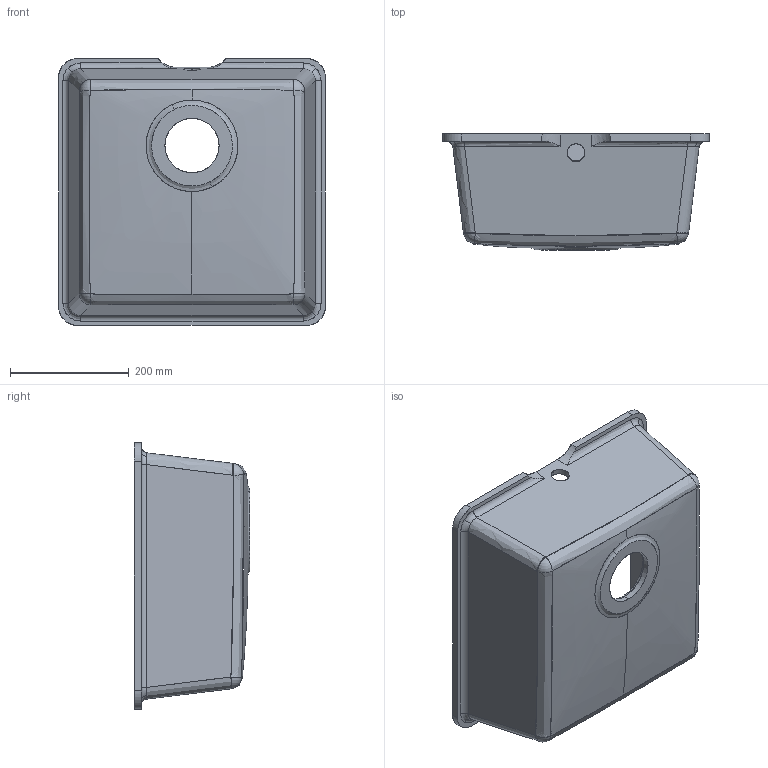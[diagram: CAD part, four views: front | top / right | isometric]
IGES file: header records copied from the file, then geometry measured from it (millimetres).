
Start section: SolidWorks IGES file using analytic representation for surfaces
Global section: file name: SPICY 965.IGS; native system: SolidWorks 2014; preprocessor: SolidWorks 2014; author: Oficina Técnica; date: 200203.115142; units: millimetre
Bounding box: 449.25 x 195 x 449.25 mm (x, y, z)
Surface area: 852951.5 mm2 (no closed solid volume)
Topology: 0 solids, 0 shells, 83 faces, 1693 edges, 1693 vertices
Faces by surface type: bspline 49, revolution 34
